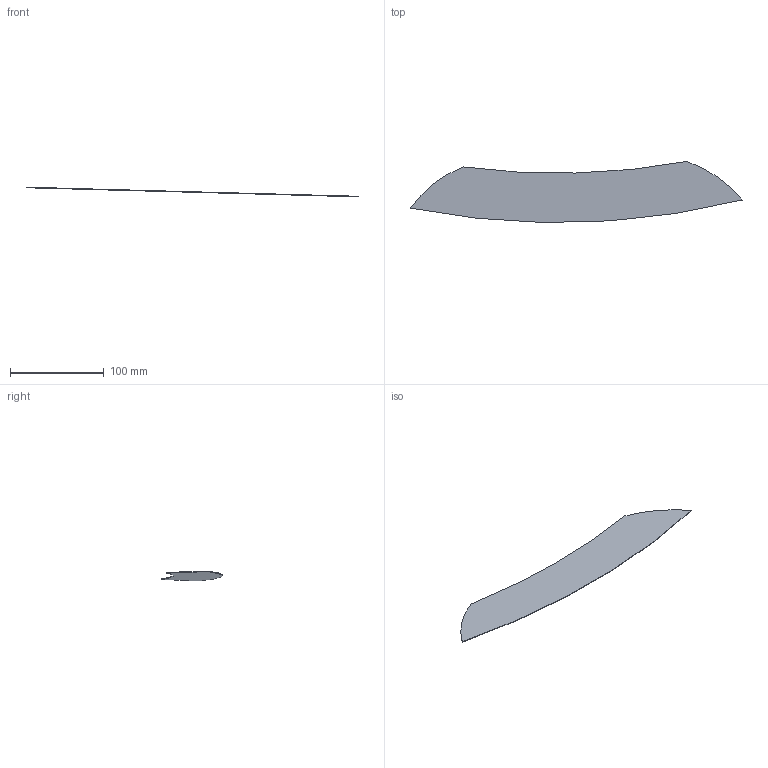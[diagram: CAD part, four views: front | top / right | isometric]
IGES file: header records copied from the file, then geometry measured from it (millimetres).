
Start section: SolidWorks IGES file using NURBS representation for surfaces
Global section: file name: Rubber Strip Flat Part by Tommy.IGS; native system: SolidWorks 2013; preprocessor: SolidWorks 2013; author: PDXeffects; date: 140225.092541; units: inch
Bounding box: 355.08 x 65.24 x 10.32 mm (x, y, z)
Volume: 9915.1 mm3; surface area: 33117.9 mm2
Topology: 1 solids, 1 shells, 6 faces, 24 edges, 32 vertices
Faces by surface type: bspline 6
